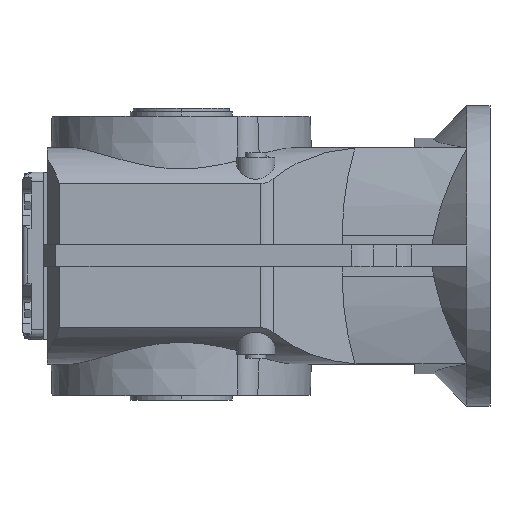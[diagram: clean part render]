
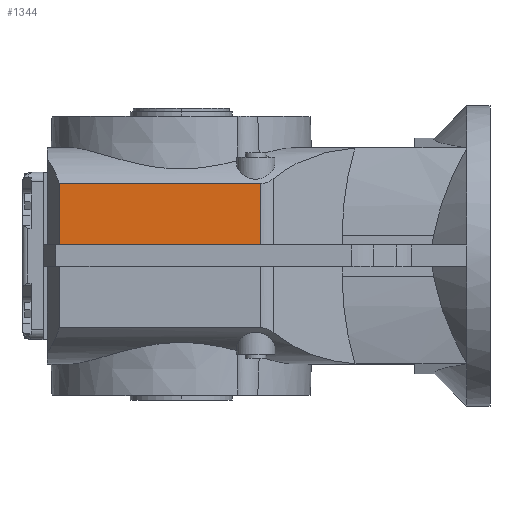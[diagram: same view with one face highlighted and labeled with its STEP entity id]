
A CAD part, top view. The second image highlights one B-rep face of the part: STEP entity #1344.
In plain terms, the highlighted planar face has unit normal (0, 0, 1).
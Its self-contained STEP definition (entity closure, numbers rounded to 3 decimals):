
#1344=ADVANCED_FACE('NONE',(#2883),#2884,.F.);
#2883=FACE_OUTER_BOUND('',#4821,.T.);
#2884=PLANE('',#4822);
#4821=EDGE_LOOP('',(#8884,#8885,#8886,#8887));
#4822=AXIS2_PLACEMENT_3D('',#8888,#8889,#8890);
#8884=ORIENTED_EDGE('',*,*,#12100,.T.);
#8885=ORIENTED_EDGE('',*,*,#12098,.T.);
#8886=ORIENTED_EDGE('',*,*,#12079,.T.);
#8887=ORIENTED_EDGE('',*,*,#12101,.T.);
#8888=CARTESIAN_POINT('',(-115.0,-90.0,122.0));
#8889=DIRECTION('',(0.,0.0,-1.0));
#8890=DIRECTION('',(0.0,1.0,0.0));
#12079=EDGE_CURVE('NONE',#14958,#14956,#14959,.T.);
#12098=EDGE_CURVE('NONE',#14985,#14958,#14987,.T.);
#12100=EDGE_CURVE('NONE',#14989,#14985,#14990,.T.);
#12101=EDGE_CURVE('NONE',#14956,#14989,#14991,.T.);
#14956=VERTEX_POINT('NONE',#21500);
#14958=VERTEX_POINT('NONE',#21512);
#14959=LINE('',#21513,#21514);
#14985=VERTEX_POINT('NONE',#21586);
#14987=LINE('',#21588,#21589);
#14989=VERTEX_POINT('NONE',#21591);
#14990=LINE('',#21592,#21593);
#14991=LINE('',#21594,#21595);
#21500=CARTESIAN_POINT('',(-101.491,60.0,122.0));
#21512=CARTESIAN_POINT('',(66.176,60.0,122.0));
#21513=CARTESIAN_POINT('',(253.0,60.0,122.0));
#21514=VECTOR('',#23836,1000.0);
#21586=CARTESIAN_POINT('',(66.176,9.,122.0));
#21588=CARTESIAN_POINT('',(66.176,-90.0,122.0));
#21589=VECTOR('',#23853,1000.0);
#21591=CARTESIAN_POINT('',(-101.491,9.,122.0));
#21592=CARTESIAN_POINT('',(66.176,9.0,122.0));
#21593=VECTOR('',#23854,1000.0);
#21594=CARTESIAN_POINT('',(-101.491,-90.0,122.0));
#21595=VECTOR('',#23855,1000.0);
#23836=DIRECTION('',(-1.0,0.0,0.));
#23853=DIRECTION('',(-0.0,1.0,-0.0));
#23854=DIRECTION('',(1.0,0.0,0.0));
#23855=DIRECTION('',(0.0,-1.0,0.0));
